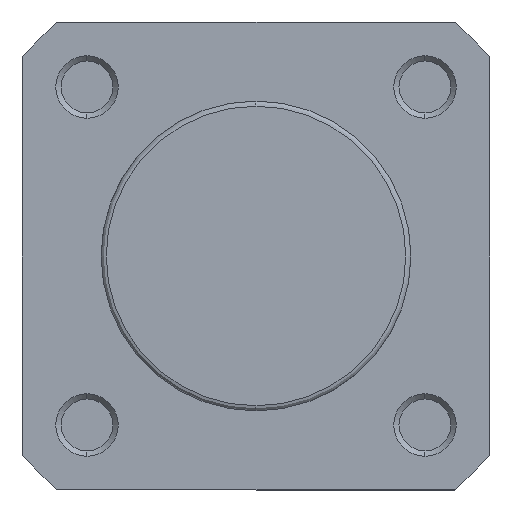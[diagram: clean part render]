
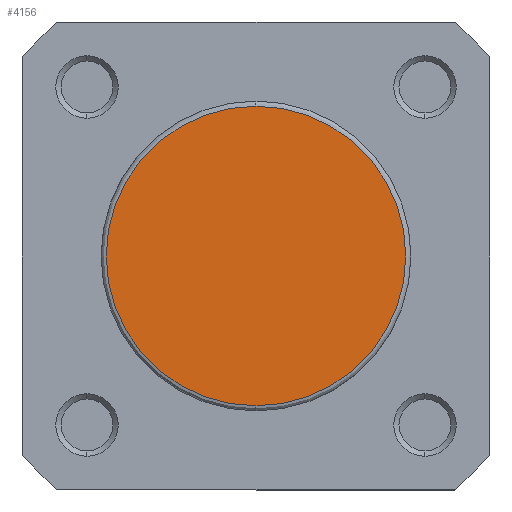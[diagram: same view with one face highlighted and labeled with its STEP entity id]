
A CAD part, left-side view. The second image highlights one B-rep face of the part: STEP entity #4156.
In plain terms, the highlighted planar face has unit normal (-1, 0, 0).
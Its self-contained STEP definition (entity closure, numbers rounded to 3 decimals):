
#74 = CIRCLE ( 'NONE', #740, 14.4 ) ;
#335 = EDGE_CURVE ( 'NONE', #4347, #4332, #74, .T. ) ;
#394 = EDGE_CURVE ( 'NONE', #4332, #4347, #2092, .T. ) ;
#740 = AXIS2_PLACEMENT_3D ( 'NONE', #4671, #4672, #4673 ) ;
#763 = AXIS2_PLACEMENT_3D ( 'NONE', #4799, #4806, #4807 ) ;
#1028 = AXIS2_PLACEMENT_3D ( 'NONE', #3347, #3349, #3350 ) ;
#1408 = ORIENTED_EDGE ( 'NONE', *, *, #394, .T. ) ;
#1409 = ORIENTED_EDGE ( 'NONE', *, *, #335, .T. ) ;
#1826 = EDGE_LOOP ( 'NONE', ( #1409, #1408 ) ) ;
#2092 = CIRCLE ( 'NONE', #763, 14.4 ) ;
#2736 = FACE_OUTER_BOUND ( 'NONE', #1826, .T. ) ;
#3347 = CARTESIAN_POINT ( 'NONE',  ( 0., -14.9, 0. ) ) ;
#3348 = PLANE ( 'NONE',  #1028 ) ;
#3349 = DIRECTION ( 'NONE',  ( -1., 0., 0. ) ) ;
#3350 = DIRECTION ( 'NONE',  ( 0., 0., 1. ) ) ;
#3775 = CARTESIAN_POINT ( 'NONE',  ( 0., 0., -14.4 ) ) ;
#3790 = CARTESIAN_POINT ( 'NONE',  ( 0., 0., 14.4 ) ) ;
#4156 = ADVANCED_FACE ( 'NONE', ( #2736 ), #3348, .T. ) ;
#4332 = VERTEX_POINT ( 'NONE', #3775 ) ;
#4347 = VERTEX_POINT ( 'NONE', #3790 ) ;
#4671 = CARTESIAN_POINT ( 'NONE',  ( 0., 0., 0. ) ) ;
#4672 = DIRECTION ( 'NONE',  ( -1., 0., 0. ) ) ;
#4673 = DIRECTION ( 'NONE',  ( 0., 0., 1. ) ) ;
#4799 = CARTESIAN_POINT ( 'NONE',  ( 0., 0., 0. ) ) ;
#4806 = DIRECTION ( 'NONE',  ( -1., 0., 0. ) ) ;
#4807 = DIRECTION ( 'NONE',  ( 0., 0., 1. ) ) ;
